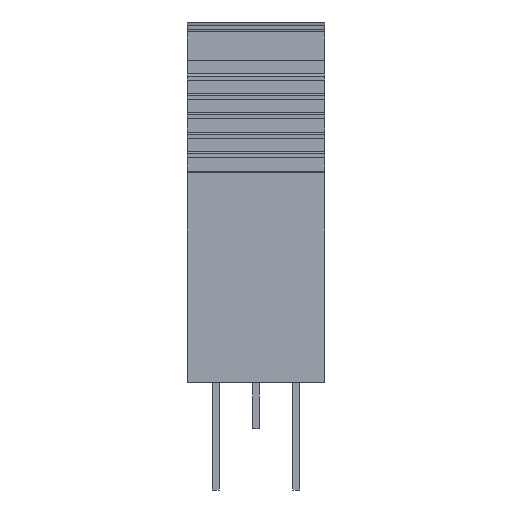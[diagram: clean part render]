
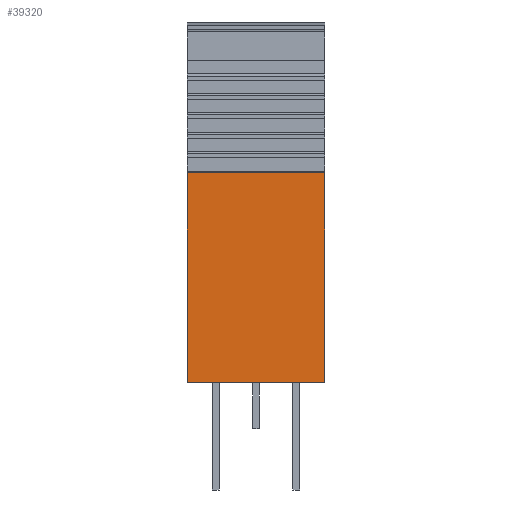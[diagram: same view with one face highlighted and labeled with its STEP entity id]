
A CAD part, front view. The second image highlights one B-rep face of the part: STEP entity #39320.
In plain terms, the highlighted face is planar.
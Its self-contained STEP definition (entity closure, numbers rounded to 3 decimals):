
#1040=CARTESIAN_POINT('',(116.653,64.288,
7.275));
#1050=VERTEX_POINT('',#1040);
#6760=CARTESIAN_POINT('',(116.653,37.175,
7.275));
#6770=VERTEX_POINT('',#6760);
#6800=CARTESIAN_POINT('',(116.653,18.776,
7.275));
#6810=DIRECTION('',(0.,1.,0.));
#6820=VECTOR('',#6810,1.);
#6830=LINE('',#6800,#6820);
#6840=EDGE_CURVE('',#6770,#1050,#6830,.T.);
#14670=CARTESIAN_POINT('',(116.653,64.288,
-10.425));
#14680=VERTEX_POINT('',#14670);
#14710=CARTESIAN_POINT('',(116.653,18.776,
-10.425));
#14720=DIRECTION('',(0.,1.,0.));
#14730=VECTOR('',#14720,1.);
#14740=LINE('',#14710,#14730);
#14750=CARTESIAN_POINT('',(116.653,37.175,
-10.425));
#14760=VERTEX_POINT('',#14750);
#14770=EDGE_CURVE('',#14760,#14680,#14740,.T.);
#15090=CARTESIAN_POINT('',(116.653,64.288,
0.425));
#15100=DIRECTION('',(0.,0.,1.));
#15110=VECTOR('',#15100,1.);
#15120=LINE('',#15090,#15110);
#15130=EDGE_CURVE('',#14680,#1050,#15120,.T.);
#39160=CARTESIAN_POINT('',(116.653,42.7,
-1.575));
#39170=DIRECTION('',(-1.,0.,0.));
#39180=DIRECTION('',(0.,0.,1.));
#39190=AXIS2_PLACEMENT_3D('',#39160,#39170,#39180);
#39200=PLANE('',#39190);
#39210=ORIENTED_EDGE('',*,*,#14770,.F.);
#39220=ORIENTED_EDGE('',*,*,#15130,.F.);
#39230=ORIENTED_EDGE('',*,*,#6840,.T.);
#39240=CARTESIAN_POINT('',(116.653,37.175,
0.425));
#39250=DIRECTION('',(0.,0.,-1.));
#39260=VECTOR('',#39250,1.);
#39270=LINE('',#39240,#39260);
#39280=EDGE_CURVE('',#6770,#14760,#39270,.T.);
#39290=ORIENTED_EDGE('',*,*,#39280,.F.);
#39300=EDGE_LOOP('',(#39290,#39230,#39220,#39210));
#39310=FACE_OUTER_BOUND('',#39300,.T.);
#39320=ADVANCED_FACE('',(#39310),#39200,.T.);
